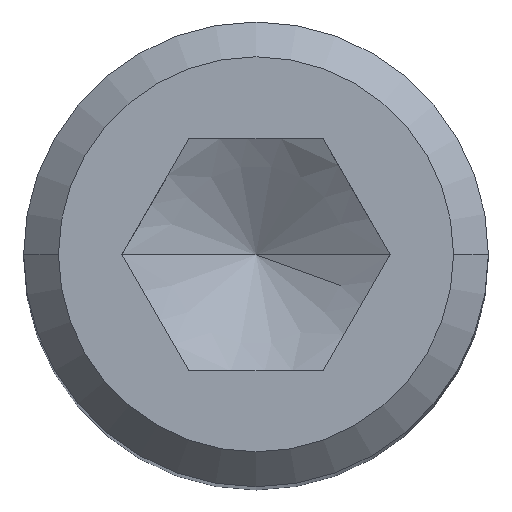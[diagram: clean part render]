
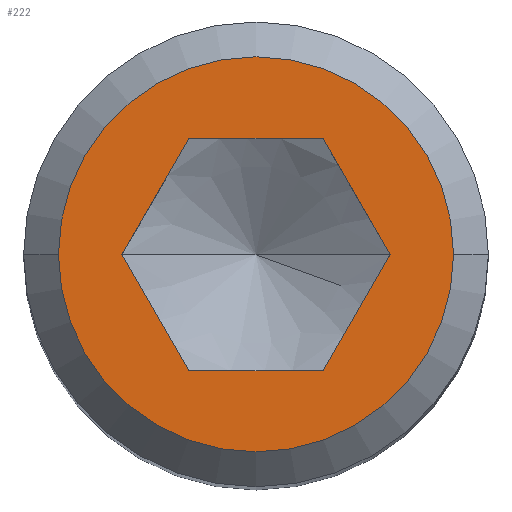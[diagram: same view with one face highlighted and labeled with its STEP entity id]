
A CAD part, top view. The second image highlights one B-rep face of the part: STEP entity #222.
In plain terms, the highlighted planar face has unit normal (0, 0, 1).
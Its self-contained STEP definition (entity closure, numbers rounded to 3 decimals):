
#140=EDGE_CURVE('',#264,#168,#328,.T.);
#152=EDGE_CURVE('',#182,#212,#341,.T.);
#154=VERTEX_POINT('',#343);
#168=VERTEX_POINT('',#360);
#172=VERTEX_POINT('',#364);
#176=EDGE_CURVE('',#168,#220,#368,.T.);
#180=VERTEX_POINT('',#372);
#182=VERTEX_POINT('',#374);
#212=VERTEX_POINT('',#406);
#216=EDGE_CURVE('',#220,#180,#410,.T.);
#220=VERTEX_POINT('',#414);
#222=ADVANCED_FACE('',(#416,#417),#418,.T.);
#232=EDGE_CURVE('',#212,#182,#430,.T.);
#258=EDGE_CURVE('',#180,#172,#461,.T.);
#264=VERTEX_POINT('',#468);
#266=EDGE_CURVE('',#154,#264,#470,.T.);
#270=EDGE_CURVE('',#172,#154,#474,.T.);
#328=LINE('',#536,#537);
#341=CIRCLE('',#575,3.4);
#343=CARTESIAN_POINT('',(-1.155,-2.0,40.0));
#360=CARTESIAN_POINT('',(-1.155,2.0,40.0));
#364=CARTESIAN_POINT('',(1.155,-2.0,40.0));
#368=LINE('',#618,#619);
#372=CARTESIAN_POINT('',(2.309,0.0,40.0));
#374=CARTESIAN_POINT('',(-3.4,0.,40.));
#406=CARTESIAN_POINT('',(3.4,0.,40.));
#410=LINE('',#696,#697);
#414=CARTESIAN_POINT('',(1.155,2.0,40.0));
#416=FACE_BOUND('',#704,.T.);
#417=FACE_OUTER_BOUND('',#705,.T.);
#418=PLANE('',#706);
#430=CIRCLE('',#720,3.4);
#461=LINE('',#762,#763);
#468=CARTESIAN_POINT('',(-2.309,0.0,40.0));
#470=LINE('',#775,#776);
#474=LINE('',#781,#782);
#536=CARTESIAN_POINT('',(-1.443,1.5,40.0));
#537=VECTOR('',#840,1.0);
#575=AXIS2_PLACEMENT_3D('',#851,#852,#853);
#618=CARTESIAN_POINT('',(0.577,2.0,40.0));
#619=VECTOR('',#882,1.0);
#696=CARTESIAN_POINT('',(2.021,0.5,40.0));
#697=VECTOR('',#912,1.0);
#704=EDGE_LOOP('',(#917,#918,#919,#920,#921,#922));
#705=EDGE_LOOP('',(#923,#924));
#706=AXIS2_PLACEMENT_3D('',#925,#926,#927);
#720=AXIS2_PLACEMENT_3D('',#947,#948,#949);
#762=CARTESIAN_POINT('',(1.443,-1.5,40.0));
#763=VECTOR('',#990,1.0);
#775=CARTESIAN_POINT('',(-2.021,-0.5,40.0));
#776=VECTOR('',#1000,1.0);
#781=CARTESIAN_POINT('',(-0.577,-2.0,40.0));
#782=VECTOR('',#1001,1.0);
#840=DIRECTION('',(0.5,0.866,0.0));
#851=CARTESIAN_POINT('',(0.,0.,40.));
#852=DIRECTION('',(0.,0.,1.0));
#853=DIRECTION('',(-1.0,0.,0.));
#882=DIRECTION('',(1.0,0.0,0.0));
#912=DIRECTION('',(0.5,-0.866,0.0));
#917=ORIENTED_EDGE('',*,*,#266,.T.);
#918=ORIENTED_EDGE('',*,*,#140,.T.);
#919=ORIENTED_EDGE('',*,*,#176,.T.);
#920=ORIENTED_EDGE('',*,*,#216,.T.);
#921=ORIENTED_EDGE('',*,*,#258,.T.);
#922=ORIENTED_EDGE('',*,*,#270,.T.);
#923=ORIENTED_EDGE('',*,*,#152,.T.);
#924=ORIENTED_EDGE('',*,*,#232,.T.);
#925=CARTESIAN_POINT('',(-1.7,0.,40.));
#926=DIRECTION('',(0.,0.,1.0));
#927=DIRECTION('',(-1.0,0.,0.0));
#947=CARTESIAN_POINT('',(0.,0.,40.));
#948=DIRECTION('',(0.,0.,1.0));
#949=DIRECTION('',(-1.0,0.,0.));
#990=DIRECTION('',(-0.5,-0.866,0.0));
#1000=DIRECTION('',(-0.5,0.866,0.0));
#1001=DIRECTION('',(-1.0,0.0,0.0));
